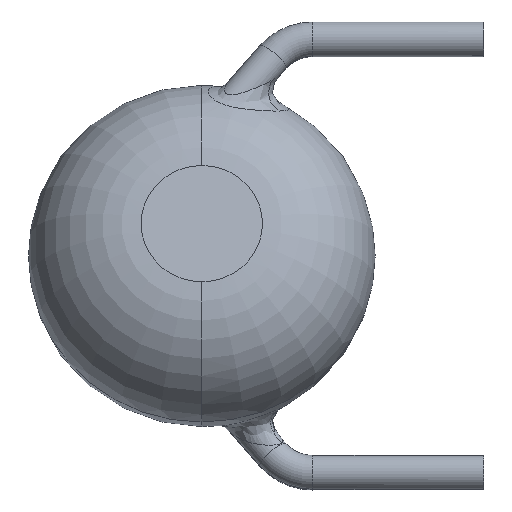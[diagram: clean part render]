
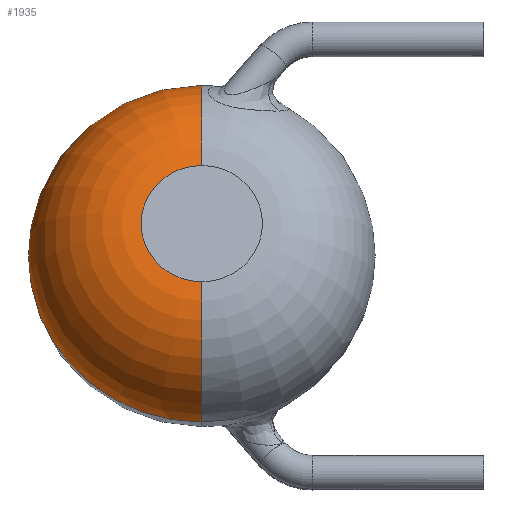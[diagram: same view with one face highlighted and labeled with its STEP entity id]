
A CAD part, left-side view. The second image highlights one B-rep face of the part: STEP entity #1935.
In plain terms, the highlighted toroidal (fillet/blend) face has major radius 1.4 mm and minor radius 2.6 mm.
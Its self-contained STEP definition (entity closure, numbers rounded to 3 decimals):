
#48 = ORIENTED_EDGE ( 'NONE', *, *, #505, .T. ) ;
#100 = DIRECTION ( 'NONE',  ( -1., 0., 0. ) ) ;
#133 = DIRECTION ( 'NONE',  ( 0., 1., 0. ) ) ;
#142 = AXIS2_PLACEMENT_3D ( 'NONE', #390, #1599, #561 ) ;
#151 = ORIENTED_EDGE ( 'NONE', *, *, #2093, .F. ) ;
#153 = DIRECTION ( 'NONE',  ( 1., 0., 0. ) ) ;
#223 = ORIENTED_EDGE ( 'NONE', *, *, #693, .F. ) ;
#312 = DIRECTION ( 'NONE',  ( 0., 0., 1. ) ) ;
#368 = CIRCLE ( 'NONE', #1295, 4. ) ;
#390 = CARTESIAN_POINT ( 'NONE',  ( 0., 0., -1.4 ) ) ;
#505 = EDGE_CURVE ( 'NONE', #1621, #668, #368, .T. ) ;
#561 = DIRECTION ( 'NONE',  ( 0., 0., -1. ) ) ;
#585 = AXIS2_PLACEMENT_3D ( 'NONE', #1211, #153, #1060 ) ;
#636 = AXIS2_PLACEMENT_3D ( 'NONE', #1142, #100, #1314 ) ;
#668 = VERTEX_POINT ( 'NONE', #802 ) ;
#693 = EDGE_CURVE ( 'NONE', #1833, #1509, #1401, .T. ) ;
#802 = CARTESIAN_POINT ( 'NONE',  ( 0., 0., -4. ) ) ;
#808 = CIRCLE ( 'NONE', #142, 2.6 ) ;
#972 = DIRECTION ( 'NONE',  ( -1., 0., 0. ) ) ;
#995 = DIRECTION ( 'NONE',  ( 0., 0., -1. ) ) ;
#1060 = DIRECTION ( 'NONE',  ( 0., 0., -1. ) ) ;
#1084 = AXIS2_PLACEMENT_3D ( 'NONE', #2219, #133, #312 ) ;
#1142 = CARTESIAN_POINT ( 'NONE',  ( -2.6, 0., 0. ) ) ;
#1211 = CARTESIAN_POINT ( 'NONE',  ( 0., 0., 0. ) ) ;
#1295 = AXIS2_PLACEMENT_3D ( 'NONE', #1307, #972, #995 ) ;
#1307 = CARTESIAN_POINT ( 'NONE',  ( 0., 0., 0. ) ) ;
#1314 = DIRECTION ( 'NONE',  ( 0., 0., -1. ) ) ;
#1401 = CIRCLE ( 'NONE', #636, 1.4 ) ;
#1408 = EDGE_LOOP ( 'NONE', ( #223, #1943, #48, #151 ) ) ;
#1509 = VERTEX_POINT ( 'NONE', #1689 ) ;
#1599 = DIRECTION ( 'NONE',  ( 0., -1., 0. ) ) ;
#1621 = VERTEX_POINT ( 'NONE', #2165 ) ;
#1689 = CARTESIAN_POINT ( 'NONE',  ( -2.6, 0., -1.4 ) ) ;
#1776 = CIRCLE ( 'NONE', #1084, 2.6 ) ;
#1787 = EDGE_CURVE ( 'NONE', #1833, #1621, #1776, .T. ) ;
#1833 = VERTEX_POINT ( 'NONE', #2227 ) ;
#1935 = ADVANCED_FACE ( 'NONE', ( #2079 ), #2244, .T. ) ;
#1943 = ORIENTED_EDGE ( 'NONE', *, *, #1787, .T. ) ;
#2079 = FACE_OUTER_BOUND ( 'NONE', #1408, .T. ) ;
#2093 = EDGE_CURVE ( 'NONE', #1509, #668, #808, .T. ) ;
#2165 = CARTESIAN_POINT ( 'NONE',  ( 0., 0., 4. ) ) ;
#2219 = CARTESIAN_POINT ( 'NONE',  ( 0., 0., 1.4 ) ) ;
#2227 = CARTESIAN_POINT ( 'NONE',  ( -2.6, 0., 1.4 ) ) ;
#2244 = TOROIDAL_SURFACE ( 'NONE', #585, 1.4, 2.6 ) ;
